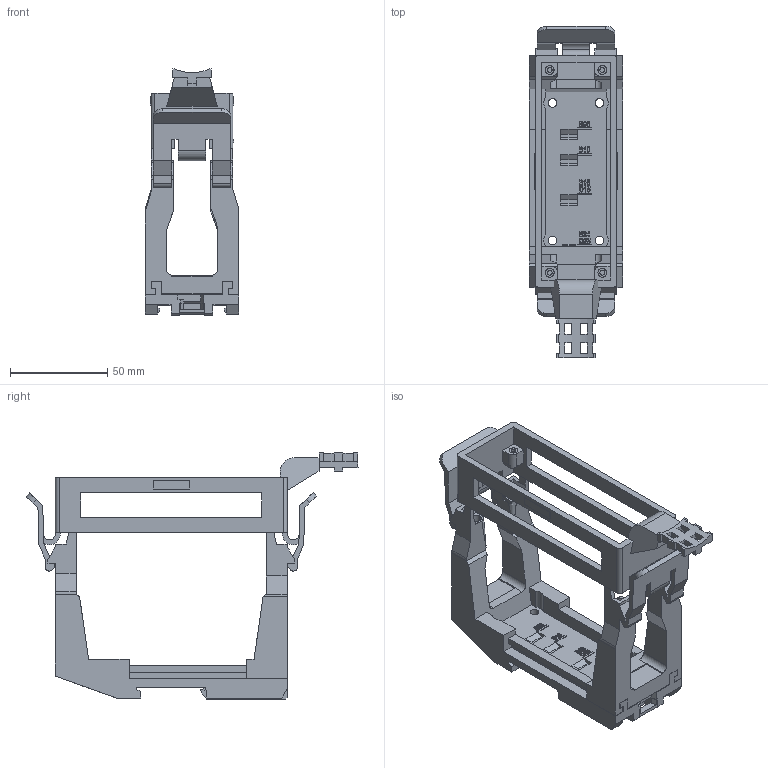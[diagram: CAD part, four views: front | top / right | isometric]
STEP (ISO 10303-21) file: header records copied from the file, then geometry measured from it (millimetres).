
FILE_DESCRIPTION(('CATIA V5 STEP Exchange','CAx-IF Rec.Pracs.--- Model Styling and Organization---1.4--- 2014-01-23'),'2;1');
FILE_NAME ('1456101-5_0_2883370000_2883370000.stp','2024-02-23T08:19:40+00:00',('none'),('Weidmueller'),'CATIA Version 5-6 Release 2016 SP3 HF44','CATIA V5 STEP AP214','none');
FILE_SCHEMA(('AUTOMOTIVE_DESIGN { 1 0 10303 214 1 1 1 1 }'));
Length unit declared in the file: millimetre
Products named in the file (1): 2883370000
Bounding box: 48 x 170.28 x 126.2 mm (x, y, z)
Volume: 128748.2 mm3; surface area: 63955.7 mm2
Topology: 3 solids, 3 shells, 1341 faces, 3829 edges, 2544 vertices
Faces by surface type: plane 1228, cylinder 89, cone 16, revolution 8
Entity records: 43360 total; most frequent: CARTESIAN_POINT 8729, ORIENTED_EDGE 7642, DIRECTION 6275, EDGE_CURVE 3821, VECTOR 3530, LINE 3530, VERTEX_POINT 2544, AXIS2_PLACEMENT_3D 1460
